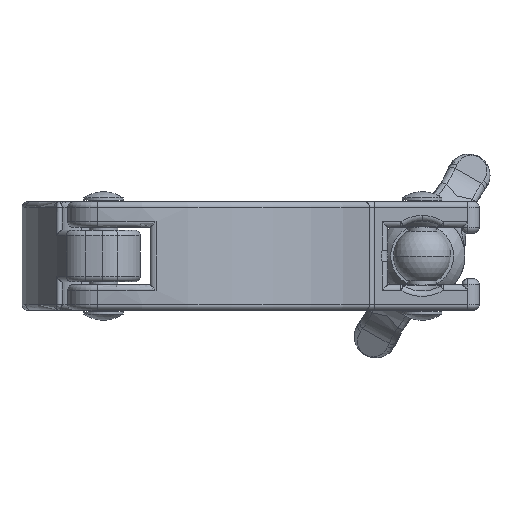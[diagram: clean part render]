
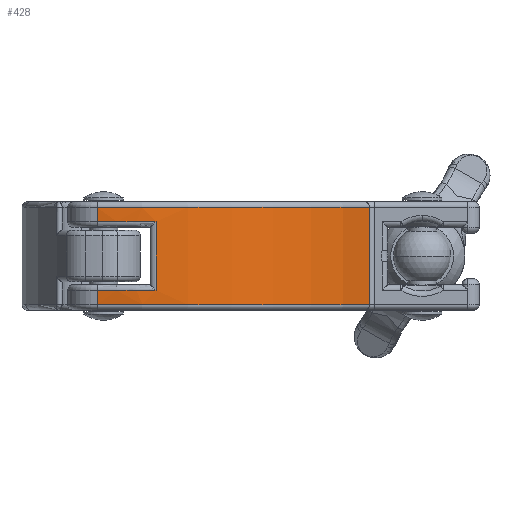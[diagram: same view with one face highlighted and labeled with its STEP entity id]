
A CAD part, front view. The second image highlights one B-rep face of the part: STEP entity #428.
In plain terms, the highlighted cylindrical face has radius 46 mm (diameter 92 mm), a partial arc.
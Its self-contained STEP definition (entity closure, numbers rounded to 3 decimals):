
#407 = ORIENTED_EDGE ( 'NONE', *, *, #9995, .T. ) ;
#428 = ADVANCED_FACE ( 'NONE', ( #7069 ), #9796, .T. ) ;
#1060 = DIRECTION ( 'NONE',  ( 1., 0., 0. ) ) ;
#1948 = ORIENTED_EDGE ( 'NONE', *, *, #8940, .T. ) ;
#2171 = DIRECTION ( 'NONE',  ( 0., 0., -1. ) ) ;
#2261 = EDGE_CURVE ( 'NONE', #9957, #13429, #9680, .T. ) ;
#2420 = AXIS2_PLACEMENT_3D ( 'NONE', #13584, #12250, #6711 ) ;
#2459 = EDGE_CURVE ( 'NONE', #13723, #8348, #2589, .T. ) ;
#2589 = LINE ( 'NONE', #14542, #8712 ) ;
#2639 = DIRECTION ( 'NONE',  ( 0., 0., 1. ) ) ;
#2692 = CIRCLE ( 'NONE', #2420, 46. ) ;
#2734 = DIRECTION ( 'NONE',  ( 1., 0., 0. ) ) ;
#2802 = CARTESIAN_POINT ( 'NONE',  ( -18.101, -35.281, 6. ) ) ;
#3012 = CARTESIAN_POINT ( 'NONE',  ( -18.101, -35.281, 9.5 ) ) ;
#4117 = EDGE_CURVE ( 'NONE', #13723, #11668, #8090, .T. ) ;
#4384 = DIRECTION ( 'NONE',  ( 0., 0., -1. ) ) ;
#4778 = CARTESIAN_POINT ( 'NONE',  ( -10., 10., 8.5 ) ) ;
#4829 = CARTESIAN_POINT ( 'NONE',  ( -7.802, -35.947, -6. ) ) ;
#5453 = LINE ( 'NONE', #3012, #12150 ) ;
#5769 = LINE ( 'NONE', #16385, #6321 ) ;
#6029 = AXIS2_PLACEMENT_3D ( 'NONE', #14922, #6914, #2734 ) ;
#6112 = DIRECTION ( 'NONE',  ( -1., 0., 0. ) ) ;
#6321 = VECTOR ( 'NONE', #4384, 1000. ) ;
#6372 = EDGE_CURVE ( 'NONE', #11668, #16905, #5453, .T. ) ;
#6440 = VERTEX_POINT ( 'NONE', #4829 ) ;
#6711 = DIRECTION ( 'NONE',  ( -1., 0., 0. ) ) ;
#6757 = DIRECTION ( 'NONE',  ( 0., 0., -1. ) ) ;
#6914 = DIRECTION ( 'NONE',  ( 0., 0., 1. ) ) ;
#6946 = AXIS2_PLACEMENT_3D ( 'NONE', #14505, #2639, #9036 ) ;
#7069 = FACE_OUTER_BOUND ( 'NONE', #10986, .T. ) ;
#7174 = CARTESIAN_POINT ( 'NONE',  ( -7.802, -35.947, 6. ) ) ;
#7414 = CARTESIAN_POINT ( 'NONE',  ( -18.101, -35.281, -8.5 ) ) ;
#7988 = CIRCLE ( 'NONE', #6029, 46. ) ;
#8090 = CIRCLE ( 'NONE', #14572, 46. ) ;
#8348 = VERTEX_POINT ( 'NONE', #10824 ) ;
#8562 = DIRECTION ( 'NONE',  ( 0., 0., -1. ) ) ;
#8712 = VECTOR ( 'NONE', #6757, 1000. ) ;
#8940 = EDGE_CURVE ( 'NONE', #16905, #9190, #14561, .T. ) ;
#9036 = DIRECTION ( 'NONE',  ( -1., 0., 0. ) ) ;
#9190 = VERTEX_POINT ( 'NONE', #7174 ) ;
#9282 = EDGE_CURVE ( 'NONE', #6440, #9957, #2692, .T. ) ;
#9680 = LINE ( 'NONE', #11187, #13612 ) ;
#9796 = CYLINDRICAL_SURFACE ( 'NONE', #11102, 46. ) ;
#9949 = ORIENTED_EDGE ( 'NONE', *, *, #4117, .T. ) ;
#9957 = VERTEX_POINT ( 'NONE', #14838 ) ;
#9995 = EDGE_CURVE ( 'NONE', #9190, #6440, #5769, .T. ) ;
#10824 = CARTESIAN_POINT ( 'NONE',  ( 29.551, -13.489, -8.5 ) ) ;
#10825 = CARTESIAN_POINT ( 'NONE',  ( -18.101, -35.281, 8.5 ) ) ;
#10986 = EDGE_LOOP ( 'NONE', ( #407, #11146, #13257, #15272, #12330, #9949, #14337, #1948 ) ) ;
#11102 = AXIS2_PLACEMENT_3D ( 'NONE', #15252, #8562, #6112 ) ;
#11146 = ORIENTED_EDGE ( 'NONE', *, *, #9282, .T. ) ;
#11187 = CARTESIAN_POINT ( 'NONE',  ( -18.101, -35.281, 9.5 ) ) ;
#11668 = VERTEX_POINT ( 'NONE', #10825 ) ;
#12150 = VECTOR ( 'NONE', #16320, 1000. ) ;
#12250 = DIRECTION ( 'NONE',  ( 0., 0., -1. ) ) ;
#12330 = ORIENTED_EDGE ( 'NONE', *, *, #2459, .F. ) ;
#13225 = CARTESIAN_POINT ( 'NONE',  ( 29.551, -13.489, 8.5 ) ) ;
#13257 = ORIENTED_EDGE ( 'NONE', *, *, #2261, .T. ) ;
#13429 = VERTEX_POINT ( 'NONE', #7414 ) ;
#13584 = CARTESIAN_POINT ( 'NONE',  ( -10., 10., -6. ) ) ;
#13612 = VECTOR ( 'NONE', #15059, 1000. ) ;
#13723 = VERTEX_POINT ( 'NONE', #13225 ) ;
#14337 = ORIENTED_EDGE ( 'NONE', *, *, #6372, .T. ) ;
#14505 = CARTESIAN_POINT ( 'NONE',  ( -10., 10., 6. ) ) ;
#14542 = CARTESIAN_POINT ( 'NONE',  ( 29.551, -13.489, 9.5 ) ) ;
#14561 = CIRCLE ( 'NONE', #6946, 46. ) ;
#14572 = AXIS2_PLACEMENT_3D ( 'NONE', #4778, #2171, #1060 ) ;
#14838 = CARTESIAN_POINT ( 'NONE',  ( -18.101, -35.281, -6. ) ) ;
#14922 = CARTESIAN_POINT ( 'NONE',  ( -10., 10., -8.5 ) ) ;
#15059 = DIRECTION ( 'NONE',  ( 0., 0., -1. ) ) ;
#15252 = CARTESIAN_POINT ( 'NONE',  ( -10., 10., 9.5 ) ) ;
#15272 = ORIENTED_EDGE ( 'NONE', *, *, #15672, .T. ) ;
#15672 = EDGE_CURVE ( 'NONE', #13429, #8348, #7988, .T. ) ;
#16320 = DIRECTION ( 'NONE',  ( 0., 0., -1. ) ) ;
#16385 = CARTESIAN_POINT ( 'NONE',  ( -7.802, -35.947, 9.5 ) ) ;
#16905 = VERTEX_POINT ( 'NONE', #2802 ) ;
